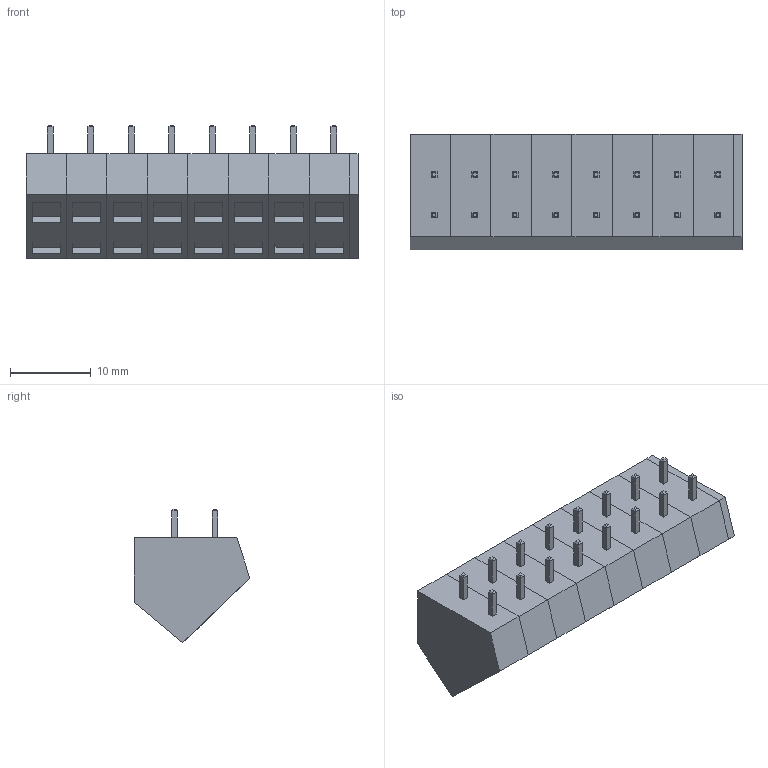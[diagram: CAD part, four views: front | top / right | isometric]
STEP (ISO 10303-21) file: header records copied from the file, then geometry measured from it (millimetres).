
FILE_DESCRIPTION (( 'STEP AP214' ), '1' );
FILE_NAME ('8191 FK8.STEP', '2023-01-30T09:07:54', ( '' ), ( '' ), 'SwSTEP 2.0', 'SolidWorks 2019', '' );
FILE_SCHEMA (( 'AUTOMOTIVE_DESIGN' ));
Length unit declared in the file: millimetre
Products named in the file (3): 8181; 8191; 8191 FK8
Assembly tree (9 placements, depth 2):
  8191 FK8
    8181
    8191  x8
Bounding box: 41 x 14.3 x 16.5 mm (x, y, z)
Volume: 5300.1 mm3; surface area: 4721.7 mm2
Topology: 9 solids, 9 shells, 327 faces, 743 edges, 474 vertices
Faces by surface type: plane 327
Entity records: 1673 total; most frequent: CARTESIAN_POINT 233, DIRECTION 224, ORIENTED_EDGE 212, LINE 106, VECTOR 106, EDGE_CURVE 106, VERTEX_POINT 68, AXIS2_PLACEMENT_3D 59
